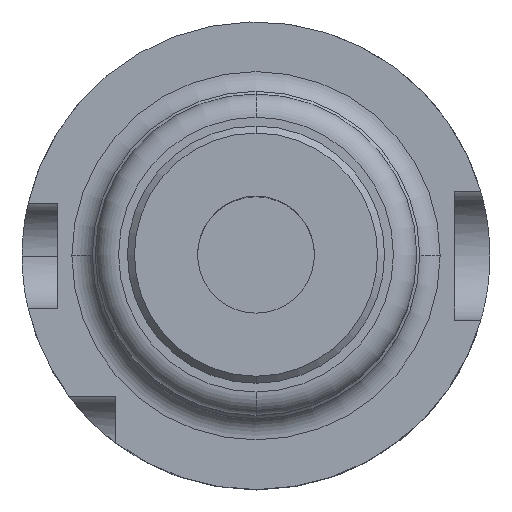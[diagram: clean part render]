
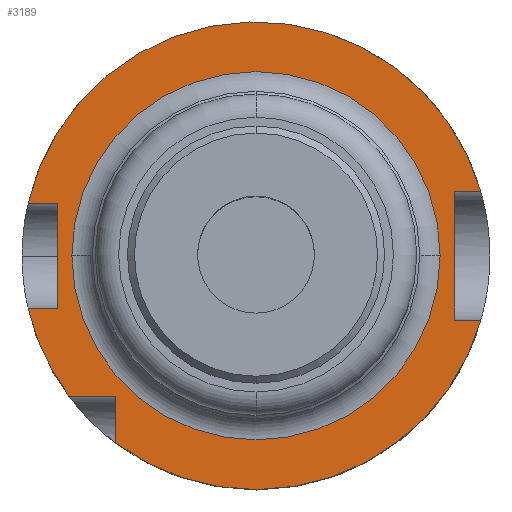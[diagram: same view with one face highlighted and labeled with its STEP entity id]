
A CAD part, top view. The second image highlights one B-rep face of the part: STEP entity #3189.
In plain terms, the highlighted planar face has unit normal (0, 0, 1).
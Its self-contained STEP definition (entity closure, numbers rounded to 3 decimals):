
#26 = AXIS2_PLACEMENT_3D ( 'NONE', #3087, #2540, #2818 ) ;
#54 = VERTEX_POINT ( 'NONE', #826 ) ;
#66 = CARTESIAN_POINT ( 'NONE',  ( -12., -16., 20. ) ) ;
#71 = CIRCLE ( 'NONE', #1108, 15.75 ) ;
#88 = VECTOR ( 'NONE', #1387, 1000. ) ;
#121 = DIRECTION ( 'NONE',  ( 0., 0., -1. ) ) ;
#140 = CARTESIAN_POINT ( 'NONE',  ( 0., 0., 20. ) ) ;
#178 = DIRECTION ( 'NONE',  ( 1., 0., 0. ) ) ;
#220 = FACE_OUTER_BOUND ( 'NONE', #2623, .T. ) ;
#233 = CARTESIAN_POINT ( 'NONE',  ( -12., -12., 20. ) ) ;
#262 = VECTOR ( 'NONE', #1071, 1000. ) ;
#263 = VECTOR ( 'NONE', #365, 1000. ) ;
#312 = EDGE_CURVE ( 'NONE', #629, #1854, #71, .T. ) ;
#313 = VERTEX_POINT ( 'NONE', #2293 ) ;
#316 = VERTEX_POINT ( 'NONE', #988 ) ;
#359 = ORIENTED_EDGE ( 'NONE', *, *, #3240, .F. ) ;
#365 = DIRECTION ( 'NONE',  ( 1., 0., 0. ) ) ;
#383 = DIRECTION ( 'NONE',  ( -1., 0., 0. ) ) ;
#392 = EDGE_CURVE ( 'NONE', #1854, #629, #3166, .T. ) ;
#399 = CARTESIAN_POINT ( 'NONE',  ( 0., 20., 20. ) ) ;
#441 = ORIENTED_EDGE ( 'NONE', *, *, #2414, .F. ) ;
#523 = VECTOR ( 'NONE', #2120, 1000. ) ;
#586 = ORIENTED_EDGE ( 'NONE', *, *, #1984, .T. ) ;
#629 = VERTEX_POINT ( 'NONE', #3405 ) ;
#651 = VERTEX_POINT ( 'NONE', #2069 ) ;
#732 = CARTESIAN_POINT ( 'NONE',  ( 0., 0., 20. ) ) ;
#796 = LINE ( 'NONE', #867, #88 ) ;
#802 = LINE ( 'NONE', #809, #1977 ) ;
#809 = CARTESIAN_POINT ( 'NONE',  ( 17., 5.5, 20. ) ) ;
#826 = CARTESIAN_POINT ( 'NONE',  ( 17., 5.5, 20. ) ) ;
#853 = CARTESIAN_POINT ( 'NONE',  ( -19.487, 4.5, 20. ) ) ;
#867 = CARTESIAN_POINT ( 'NONE',  ( 27., 5.5, 20. ) ) ;
#872 = VERTEX_POINT ( 'NONE', #2955 ) ;
#876 = LINE ( 'NONE', #233, #523 ) ;
#959 = LINE ( 'NONE', #1590, #262 ) ;
#988 = CARTESIAN_POINT ( 'NONE',  ( -19.487, -4.5, 20. ) ) ;
#1009 = EDGE_LOOP ( 'NONE', ( #1305, #3304 ) ) ;
#1057 = EDGE_CURVE ( 'NONE', #2451, #1598, #3326, .T. ) ;
#1071 = DIRECTION ( 'NONE',  ( 0., -1., 0. ) ) ;
#1094 = VERTEX_POINT ( 'NONE', #3374 ) ;
#1108 = AXIS2_PLACEMENT_3D ( 'NONE', #2273, #2027, #2563 ) ;
#1131 = VECTOR ( 'NONE', #178, 1000. ) ;
#1169 = LINE ( 'NONE', #1665, #263 ) ;
#1230 = AXIS2_PLACEMENT_3D ( 'NONE', #399, #121, #383 ) ;
#1258 = CARTESIAN_POINT ( 'NONE',  ( 27., -5.5, 20. ) ) ;
#1302 = CARTESIAN_POINT ( 'NONE',  ( -17., -4.5, 20. ) ) ;
#1305 = ORIENTED_EDGE ( 'NONE', *, *, #312, .T. ) ;
#1313 = CIRCLE ( 'NONE', #26, 20. ) ;
#1364 = EDGE_CURVE ( 'NONE', #1094, #3029, #1313, .T. ) ;
#1387 = DIRECTION ( 'NONE',  ( -1., 0., 0. ) ) ;
#1408 = FACE_BOUND ( 'NONE', #1009, .T. ) ;
#1523 = DIRECTION ( 'NONE',  ( -1., 0., 0. ) ) ;
#1566 = VERTEX_POINT ( 'NONE', #1302 ) ;
#1590 = CARTESIAN_POINT ( 'NONE',  ( -17., 4.5, 20. ) ) ;
#1598 = VERTEX_POINT ( 'NONE', #1630 ) ;
#1630 = CARTESIAN_POINT ( 'NONE',  ( 19.229, 5.5, 20. ) ) ;
#1665 = CARTESIAN_POINT ( 'NONE',  ( -27., 4.5, 20. ) ) ;
#1669 = DIRECTION ( 'NONE',  ( -1., 0., 0. ) ) ;
#1680 = PLANE ( 'NONE',  #1230 ) ;
#1697 = DIRECTION ( 'NONE',  ( -1., 0., 0. ) ) ;
#1740 = CARTESIAN_POINT ( 'NONE',  ( -17., 4.5, 20. ) ) ;
#1757 = VERTEX_POINT ( 'NONE', #1740 ) ;
#1854 = VERTEX_POINT ( 'NONE', #3163 ) ;
#1866 = DIRECTION ( 'NONE',  ( 1., 0., 0. ) ) ;
#1977 = VECTOR ( 'NONE', #2667, 1000. ) ;
#1984 = EDGE_CURVE ( 'NONE', #872, #313, #2521, .T. ) ;
#1986 = DIRECTION ( 'NONE',  ( 0., 0., -1. ) ) ;
#2027 = DIRECTION ( 'NONE',  ( 0., 0., -1. ) ) ;
#2069 = CARTESIAN_POINT ( 'NONE',  ( 17., -5.5, 20. ) ) ;
#2120 = DIRECTION ( 'NONE',  ( 0., -1., 0. ) ) ;
#2147 = CARTESIAN_POINT ( 'NONE',  ( 0., 0., 20. ) ) ;
#2200 = ORIENTED_EDGE ( 'NONE', *, *, #3052, .T. ) ;
#2234 = EDGE_CURVE ( 'NONE', #1757, #1566, #959, .T. ) ;
#2273 = CARTESIAN_POINT ( 'NONE',  ( 0., 0., 20. ) ) ;
#2293 = CARTESIAN_POINT ( 'NONE',  ( -12., -12., 20. ) ) ;
#2305 = CARTESIAN_POINT ( 'NONE',  ( -27., -4.5, 20. ) ) ;
#2310 = ORIENTED_EDGE ( 'NONE', *, *, #3063, .F. ) ;
#2393 = LINE ( 'NONE', #1258, #2975 ) ;
#2410 = ORIENTED_EDGE ( 'NONE', *, *, #2850, .T. ) ;
#2414 = EDGE_CURVE ( 'NONE', #1598, #54, #796, .T. ) ;
#2445 = ORIENTED_EDGE ( 'NONE', *, *, #2234, .T. ) ;
#2451 = VERTEX_POINT ( 'NONE', #853 ) ;
#2517 = LINE ( 'NONE', #2305, #1131 ) ;
#2521 = LINE ( 'NONE', #3180, #2810 ) ;
#2540 = DIRECTION ( 'NONE',  ( 0., 0., -1. ) ) ;
#2549 = DIRECTION ( 'NONE',  ( -1., 0., 0. ) ) ;
#2563 = DIRECTION ( 'NONE',  ( -1., 0., 0. ) ) ;
#2623 = EDGE_LOOP ( 'NONE', ( #2310, #586, #2410, #2888, #3311, #3288, #441, #3228, #2200, #2445, #359 ) ) ;
#2667 = DIRECTION ( 'NONE',  ( 0., -1., 0. ) ) ;
#2752 = AXIS2_PLACEMENT_3D ( 'NONE', #2147, #3266, #1669 ) ;
#2810 = VECTOR ( 'NONE', #1866, 1000. ) ;
#2818 = DIRECTION ( 'NONE',  ( -1., 0., 0. ) ) ;
#2839 = DIRECTION ( 'NONE',  ( 0., 0., -1. ) ) ;
#2850 = EDGE_CURVE ( 'NONE', #313, #3029, #876, .T. ) ;
#2888 = ORIENTED_EDGE ( 'NONE', *, *, #1364, .F. ) ;
#2921 = EDGE_CURVE ( 'NONE', #54, #651, #802, .T. ) ;
#2955 = CARTESIAN_POINT ( 'NONE',  ( -16., -12., 20. ) ) ;
#2975 = VECTOR ( 'NONE', #1523, 1000. ) ;
#2981 = CIRCLE ( 'NONE', #2752, 20. ) ;
#3029 = VERTEX_POINT ( 'NONE', #66 ) ;
#3052 = EDGE_CURVE ( 'NONE', #2451, #1757, #1169, .T. ) ;
#3063 = EDGE_CURVE ( 'NONE', #872, #316, #2981, .T. ) ;
#3087 = CARTESIAN_POINT ( 'NONE',  ( 0., 0., 20. ) ) ;
#3157 = AXIS2_PLACEMENT_3D ( 'NONE', #732, #2839, #2549 ) ;
#3163 = CARTESIAN_POINT ( 'NONE',  ( 15.75, 0., 20. ) ) ;
#3166 = CIRCLE ( 'NONE', #3292, 15.75 ) ;
#3180 = CARTESIAN_POINT ( 'NONE',  ( -22., -12., 20. ) ) ;
#3189 = ADVANCED_FACE ( 'NONE', ( #1408, #220 ), #1680, .F. ) ;
#3206 = EDGE_CURVE ( 'NONE', #1094, #651, #2393, .T. ) ;
#3228 = ORIENTED_EDGE ( 'NONE', *, *, #1057, .F. ) ;
#3240 = EDGE_CURVE ( 'NONE', #316, #1566, #2517, .T. ) ;
#3266 = DIRECTION ( 'NONE',  ( 0., 0., -1. ) ) ;
#3288 = ORIENTED_EDGE ( 'NONE', *, *, #2921, .F. ) ;
#3292 = AXIS2_PLACEMENT_3D ( 'NONE', #140, #1986, #1697 ) ;
#3304 = ORIENTED_EDGE ( 'NONE', *, *, #392, .T. ) ;
#3311 = ORIENTED_EDGE ( 'NONE', *, *, #3206, .T. ) ;
#3326 = CIRCLE ( 'NONE', #3157, 20. ) ;
#3374 = CARTESIAN_POINT ( 'NONE',  ( 19.229, -5.5, 20. ) ) ;
#3405 = CARTESIAN_POINT ( 'NONE',  ( -15.75, 0., 20. ) ) ;
